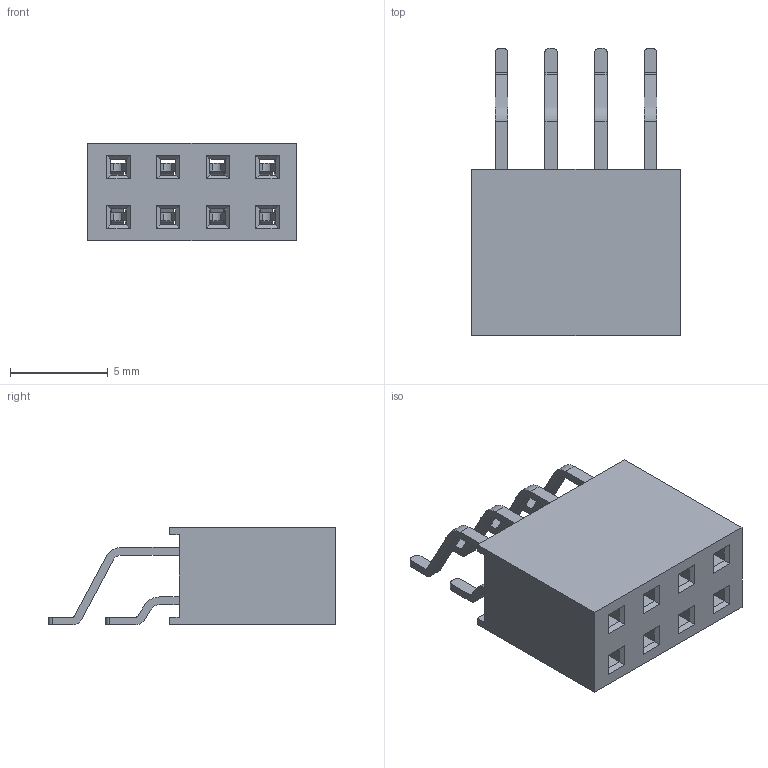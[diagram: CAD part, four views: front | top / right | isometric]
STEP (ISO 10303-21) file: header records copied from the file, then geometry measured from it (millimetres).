
FILE_DESCRIPTION (( 'STEP AP214' ), '1' );
FILE_NAME ('610108249221_Download_STP_610108249221_rev1Color.STEP', '2022-02-09T20:11:52', ( '' ), ( '' ), 'SwSTEP 2.0', 'SolidWorks 2021', '' );
FILE_SCHEMA (( 'AUTOMOTIVE_DESIGN' ));
Length unit declared in the file: millimetre
Products named in the file (5): 610108249221_Download_STP_610108249221_rev1(2)^610108249221_Download_STP_610108249221_rev1; 610108249221_Download_STP_610108249221_rev1Color; 610308249221^610108249221_Download_STP_610108249221_rev1(2)_610108249221_Download_STP_610108249221_rev1; 6103xx249221_PIN LONGUE^610108249221_Download_STP_610108249221_rev1(2)_610108249221_Download_STP_610108249221_rev1; 6103xx249221_PIN COURTE^610108249221_Download_STP_610108249221_rev1(2)_610108249221_Download_STP_610108249221_rev1
Assembly tree (10 placements, depth 3):
  610108249221_Download_STP_610108249221_rev1Color
    610108249221_Download_STP_610108249221_rev1(2)^610108249221_Download_STP_610108249221_rev1
      610308249221^610108249221_Download_STP_610108249221_rev1(2)_610108249221_Download_STP_610108249221_rev1
      6103xx249221_PIN COURTE^610108249221_Download_STP_610108249221_rev1(2)_610108249221_Download_STP_610108249221_rev1  x4
      6103xx249221_PIN LONGUE^610108249221_Download_STP_610108249221_rev1(2)_610108249221_Download_STP_610108249221_rev1  x4
Bounding box: 10.66 x 14.69 x 5 mm (x, y, z)
Volume: 390.1 mm3; surface area: 1036.5 mm2
Topology: 9 solids, 9 shells, 498 faces, 1312 edges, 832 vertices
Faces by surface type: plane 434, cylinder 64
Entity records: 8976 total; most frequent: CARTESIAN_POINT 1516, ORIENTED_EDGE 1496, DIRECTION 1384, EDGE_CURVE 748, LINE 704, VECTOR 704, VERTEX_POINT 472, AXIS2_PLACEMENT_3D 340
